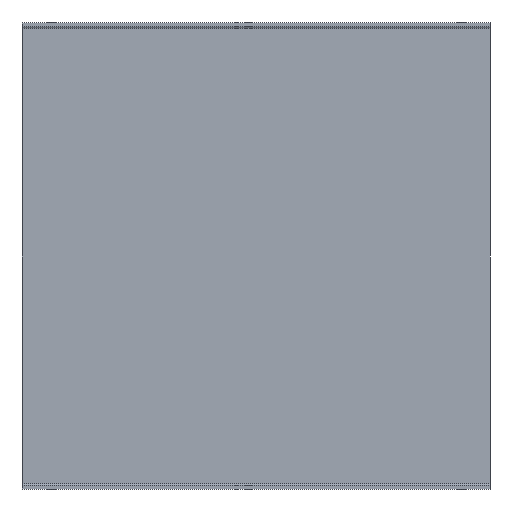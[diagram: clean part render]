
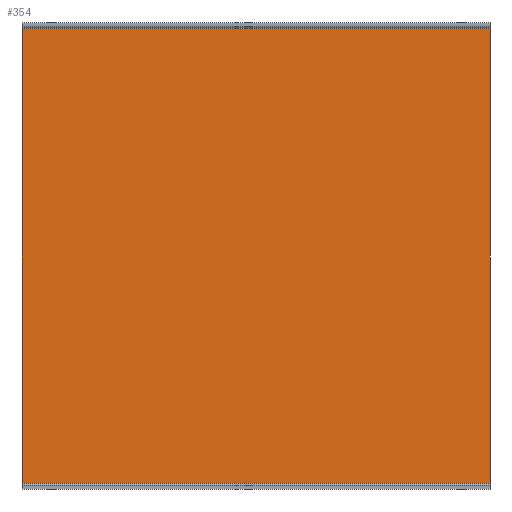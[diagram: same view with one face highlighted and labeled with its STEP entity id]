
A CAD part, left-side view. The second image highlights one B-rep face of the part: STEP entity #354.
In plain terms, the highlighted planar face has unit normal (-1, 0, 0).
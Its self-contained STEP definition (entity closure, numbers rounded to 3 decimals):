
#29=PLANE('',#409);
#46=FACE_OUTER_BOUND('',#70,.T.);
#70=EDGE_LOOP('',(#295,#296,#297,#298));
#102=LINE('',#599,#134);
#103=LINE('',#602,#135);
#104=LINE('',#604,#136);
#105=LINE('',#605,#137);
#134=VECTOR('',#497,10.);
#135=VECTOR('',#500,10.);
#136=VECTOR('',#501,10.);
#137=VECTOR('',#502,10.);
#183=VERTEX_POINT('',#595);
#184=VERTEX_POINT('',#597);
#185=VERTEX_POINT('',#601);
#186=VERTEX_POINT('',#603);
#228=EDGE_CURVE('',#183,#184,#102,.T.);
#229=EDGE_CURVE('',#185,#183,#103,.T.);
#230=EDGE_CURVE('',#186,#184,#104,.T.);
#231=EDGE_CURVE('',#185,#186,#105,.T.);
#295=ORIENTED_EDGE('',*,*,#229,.T.);
#296=ORIENTED_EDGE('',*,*,#228,.T.);
#297=ORIENTED_EDGE('',*,*,#230,.F.);
#298=ORIENTED_EDGE('',*,*,#231,.F.);
#354=ADVANCED_FACE('',(#46),#29,.T.);
#409=AXIS2_PLACEMENT_3D('',#600,#498,#499);
#497=DIRECTION('',(0.,1.,0.));
#498=DIRECTION('center_axis',(-1.,0.,0.));
#499=DIRECTION('ref_axis',(0.,0.,1.));
#500=DIRECTION('',(0.,0.,1.));
#501=DIRECTION('',(0.,0.,1.));
#502=DIRECTION('',(0.,1.,0.));
#595=CARTESIAN_POINT('',(-3.175,0.,-5.175));
#597=CARTESIAN_POINT('',(-3.175,406.5,-5.175));
#599=CARTESIAN_POINT('',(-3.175,0.,-5.175));
#600=CARTESIAN_POINT('Origin',(-3.175,0.,-399.825));
#601=CARTESIAN_POINT('',(-3.175,0.,-399.825));
#602=CARTESIAN_POINT('',(-3.175,0.,-399.825));
#603=CARTESIAN_POINT('',(-3.175,406.5,-399.825));
#604=CARTESIAN_POINT('',(-3.175,406.5,-399.825));
#605=CARTESIAN_POINT('',(-3.175,0.,-399.825));
